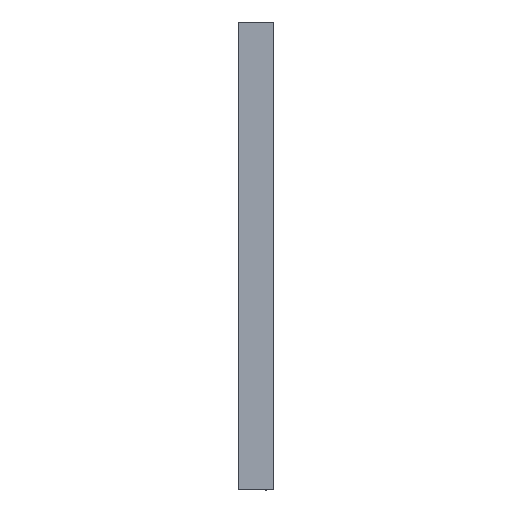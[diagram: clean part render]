
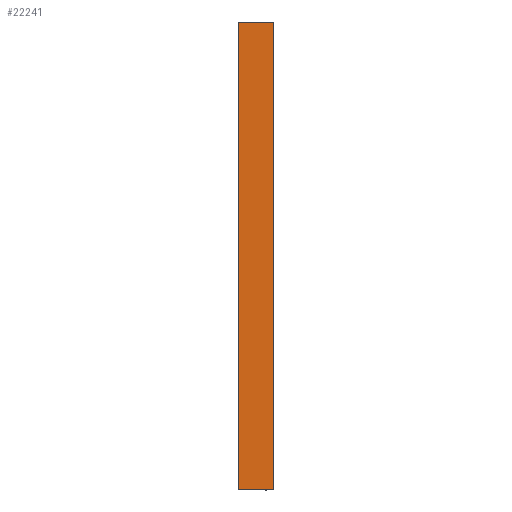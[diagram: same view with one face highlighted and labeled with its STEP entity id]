
A CAD part, front view. The second image highlights one B-rep face of the part: STEP entity #22241.
In plain terms, the highlighted planar face has unit normal (0, -1, 0).
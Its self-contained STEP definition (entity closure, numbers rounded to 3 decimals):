
#18688=DIRECTION('',(1.,0.,0.));
#18689=VECTOR('',#18688,16.5);
#18690=CARTESIAN_POINT('',(-1.011,-0.2,0.));
#18691=LINE('',#18690,#18689);
#19523=DIRECTION('',(1.,0.,0.));
#19524=VECTOR('',#19523,16.5);
#19525=CARTESIAN_POINT('',(-1.011,-0.2,215.));
#19526=LINE('',#19525,#19524);
#19530=DIRECTION('',(0.,0.,-1.));
#19531=VECTOR('',#19530,215.);
#19532=CARTESIAN_POINT('',(15.489,-0.2,215.));
#19533=LINE('',#19532,#19531);
#19544=DIRECTION('',(0.,0.,-1.));
#19545=VECTOR('',#19544,215.);
#19546=CARTESIAN_POINT('',(-1.011,-0.2,215.));
#19547=LINE('',#19546,#19545);
#21129=CARTESIAN_POINT('',(-1.011,-0.2,0.));
#21130=VERTEX_POINT('',#21129);
#21131=CARTESIAN_POINT('',(15.489,-0.2,0.));
#21132=VERTEX_POINT('',#21131);
#21237=CARTESIAN_POINT('',(15.489,-0.2,215.));
#21238=VERTEX_POINT('',#21237);
#21239=CARTESIAN_POINT('',(-1.011,-0.2,215.));
#21240=VERTEX_POINT('',#21239);
#22229=CARTESIAN_POINT('',(0.,-0.2,215.));
#22230=DIRECTION('',(0.,1.,0.));
#22231=DIRECTION('',(0.,0.,1.));
#22232=AXIS2_PLACEMENT_3D('',#22229,#22230,#22231);
#22233=PLANE('',#22232);
#22234=ORIENTED_EDGE('',*,*,#21624,.F.);
#22236=ORIENTED_EDGE('',*,*,#22235,.F.);
#22237=ORIENTED_EDGE('',*,*,#22014,.T.);
#22238=ORIENTED_EDGE('',*,*,#22215,.T.);
#22239=EDGE_LOOP('',(#22234,#22236,#22237,#22238));
#22240=FACE_OUTER_BOUND('',#22239,.F.);
#21624=EDGE_CURVE('',#21130,#21132,#18691,.T.);
#22014=EDGE_CURVE('',#21240,#21238,#19526,.T.);
#22215=EDGE_CURVE('',#21238,#21132,#19533,.T.);
#22235=EDGE_CURVE('',#21240,#21130,#19547,.T.);
#22241=ADVANCED_FACE('',(#22240),#22233,.F.);
